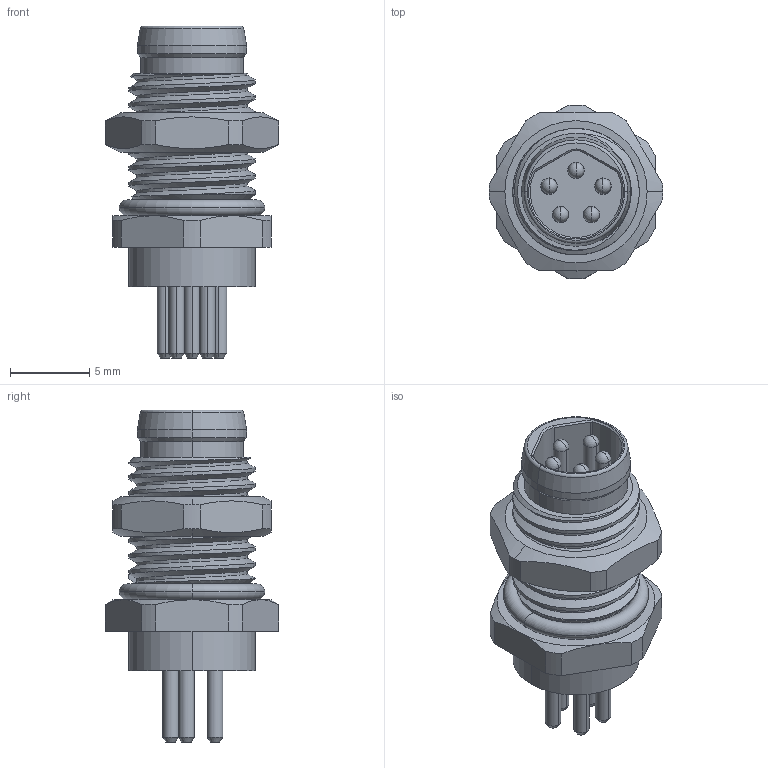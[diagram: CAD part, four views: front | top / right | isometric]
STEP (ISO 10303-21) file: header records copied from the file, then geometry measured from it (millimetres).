
FILE_DESCRIPTION((''),'2;1');
FILE_NAME('PRT00012235_5','2025-09-23T',('gongcheng16'),(''),'PRO/ENGINEER BY PARAMETRIC TECHNOLOGY CORPORATION, 2010280','PRO/ENGINEER BY PARAMETRIC TECHNOLOGY CORPORATION, 2010280','');
FILE_SCHEMA(('CONFIG_CONTROL_DESIGN'));
Length unit declared in the file: millimetre
Products named in the file (1): PRT00012235_5
Bounding box: 11 x 10.99 x 21 mm (x, y, z)
Volume: 231.4 mm3; surface area: 2352.4 mm2
Topology: 1 solids, 10 shells, 367 faces, 829 edges, 510 vertices
Faces by surface type: cylinder 153, plane 107, cone 75, bspline 12, torus 10, sphere 10
Entity records: 13665 total; most frequent: CARTESIAN_POINT 5330, DIRECTION 1828, ORIENTED_EDGE 1638, EDGE_CURVE 819, AXIS2_PLACEMENT_3D 743, VERTEX_POINT 510, EDGE_LOOP 421, CIRCLE 387
